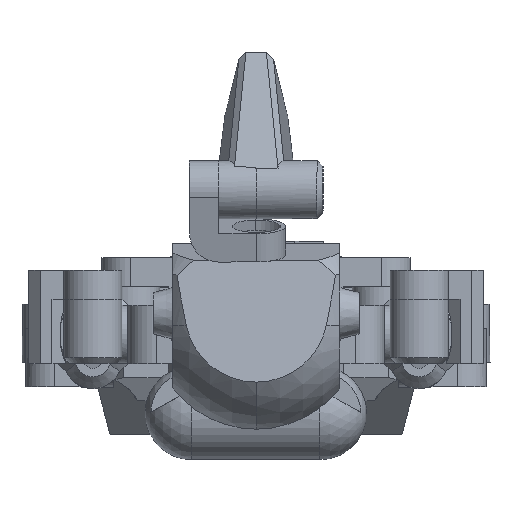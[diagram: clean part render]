
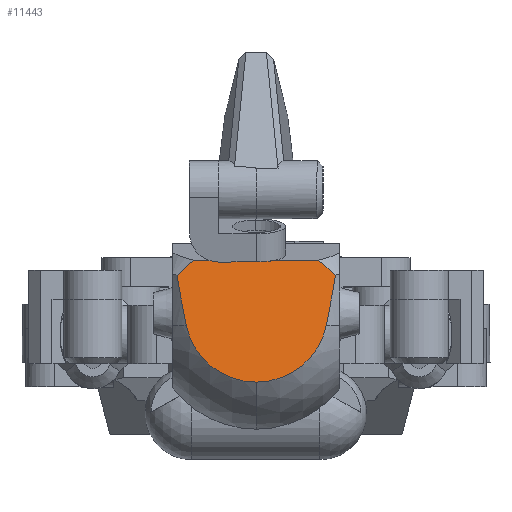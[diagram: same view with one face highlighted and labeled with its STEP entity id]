
A CAD part, top view. The second image highlights one B-rep face of the part: STEP entity #11443.
In plain terms, the highlighted planar face has unit normal (0, 0.174, 0.985).
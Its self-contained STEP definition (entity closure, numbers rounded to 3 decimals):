
#86=B_SPLINE_CURVE_WITH_KNOTS('',3,(#17298,#17299,#17300,#17301,#17302,
#17303,#17304,#17305,#17306,#17307),.UNSPECIFIED.,.F.,.F.,(4,3,3,4),(-0.223,
-0.158,-0.082,-0.038),
 .UNSPECIFIED.);
#87=B_SPLINE_CURVE_WITH_KNOTS('',3,(#17311,#17312,#17313,#17314,#17315,
#17316,#17317,#17318,#17319,#17320),.UNSPECIFIED.,.F.,.F.,(4,3,3,4),(-2.302,
-2.209,-2.108,-2.049),.UNSPECIFIED.);
#183=ELLIPSE('',#12287,52.981,9.2);
#184=ELLIPSE('',#12289,52.981,9.2);
#579=PLANE('',#12288);
#1185=FACE_OUTER_BOUND('',#1858,.T.);
#1858=EDGE_LOOP('',(#8310,#8311,#8312,#8313,#8314,#8315,#8316));
#2660=LINE('',#16972,#3695);
#3695=VECTOR('',#13574,10.);
#4707=CIRCLE('',#12284,6.146);
#4709=CIRCLE('',#12290,6.146);
#5159=VERTEX_POINT('',#16970);
#5160=VERTEX_POINT('',#16971);
#5228=VERTEX_POINT('',#17284);
#5229=VERTEX_POINT('',#17286);
#5230=VERTEX_POINT('',#17290);
#5231=VERTEX_POINT('',#17297);
#5232=VERTEX_POINT('',#17308);
#6319=EDGE_CURVE('',#5159,#5160,#2660,.T.);
#6414=EDGE_CURVE('',#5229,#5228,#4707,.F.);
#6416=EDGE_CURVE('',#5228,#5230,#183,.F.);
#6418=EDGE_CURVE('',#5231,#5160,#86,.F.);
#6419=EDGE_CURVE('',#5232,#5231,#184,.T.);
#6420=EDGE_CURVE('',#5229,#5232,#4709,.T.);
#6421=EDGE_CURVE('',#5230,#5159,#87,.T.);
#8310=ORIENTED_EDGE('',*,*,#6319,.T.);
#8311=ORIENTED_EDGE('',*,*,#6418,.F.);
#8312=ORIENTED_EDGE('',*,*,#6419,.F.);
#8313=ORIENTED_EDGE('',*,*,#6420,.F.);
#8314=ORIENTED_EDGE('',*,*,#6414,.T.);
#8315=ORIENTED_EDGE('',*,*,#6416,.T.);
#8316=ORIENTED_EDGE('',*,*,#6421,.T.);
#11443=ADVANCED_FACE('',(#1185),#579,.F.);
#12284=AXIS2_PLACEMENT_3D('',#17287,#13731,#13732);
#12287=AXIS2_PLACEMENT_3D('',#17291,#13737,#13738);
#12288=AXIS2_PLACEMENT_3D('',#17296,#13739,#13740);
#12289=AXIS2_PLACEMENT_3D('',#17309,#13741,#13742);
#12290=AXIS2_PLACEMENT_3D('',#17310,#13743,#13744);
#13574=DIRECTION('',(-1.,0.,0.));
#13731=DIRECTION('center_axis',(0.,-0.174,
-0.985));
#13732=DIRECTION('ref_axis',(0.,-0.985,0.174));
#13737=DIRECTION('center_axis',(0.,-0.174,
-0.985));
#13738=DIRECTION('ref_axis',(0.,-0.985,0.174));
#13739=DIRECTION('center_axis',(0.,-0.174,
-0.985));
#13740=DIRECTION('ref_axis',(-1.,0.,0.));
#13741=DIRECTION('center_axis',(0.,-0.174,
-0.985));
#13742=DIRECTION('ref_axis',(0.,-0.985,0.174));
#13743=DIRECTION('center_axis',(0.,-0.174,
-0.985));
#13744=DIRECTION('ref_axis',(0.,-0.985,0.174));
#16970=CARTESIAN_POINT('',(5.348,3.708,35.79));
#16971=CARTESIAN_POINT('',(-5.348,3.708,35.79));
#16972=CARTESIAN_POINT('',(0.018,3.708,35.79));
#17284=CARTESIAN_POINT('',(6.008,-1.894,36.778));
#17286=CARTESIAN_POINT('',(0.,-6.757,37.636));
#17287=CARTESIAN_POINT('Origin',(-0.018,-0.705,
36.568));
#17290=CARTESIAN_POINT('',(6.788,2.425,36.017));
#17291=CARTESIAN_POINT('Origin',(-0.018,37.533,29.826));
#17296=CARTESIAN_POINT('Origin',(0.018,-6.075,37.515));
#17297=CARTESIAN_POINT('',(-6.788,2.425,36.017));
#17298=CARTESIAN_POINT('Ctrl Pts',(-5.348,3.708,35.79));
#17299=CARTESIAN_POINT('Ctrl Pts',(-5.52,3.561,35.816));
#17300=CARTESIAN_POINT('Ctrl Pts',(-5.692,3.411,35.843));
#17301=CARTESIAN_POINT('Ctrl Pts',(-5.863,3.26,35.869));
#17302=CARTESIAN_POINT('Ctrl Pts',(-6.062,3.084,35.9));
#17303=CARTESIAN_POINT('Ctrl Pts',(-6.26,2.907,35.932));
#17304=CARTESIAN_POINT('Ctrl Pts',(-6.454,2.73,35.963));
#17305=CARTESIAN_POINT('Ctrl Pts',(-6.567,2.628,35.981));
#17306=CARTESIAN_POINT('Ctrl Pts',(-6.678,2.526,35.999));
#17307=CARTESIAN_POINT('Ctrl Pts',(-6.788,2.425,36.017));
#17308=CARTESIAN_POINT('',(-6.008,-1.894,36.778));
#17309=CARTESIAN_POINT('Origin',(0.018,37.533,29.826));
#17310=CARTESIAN_POINT('Origin',(0.018,-0.705,36.568));
#17311=CARTESIAN_POINT('Ctrl Pts',(6.788,2.425,36.017));
#17312=CARTESIAN_POINT('Ctrl Pts',(6.619,2.58,35.989));
#17313=CARTESIAN_POINT('Ctrl Pts',(6.446,2.738,35.961));
#17314=CARTESIAN_POINT('Ctrl Pts',(6.271,2.896,35.933));
#17315=CARTESIAN_POINT('Ctrl Pts',(6.079,3.069,35.903));
#17316=CARTESIAN_POINT('Ctrl Pts',(5.885,3.242,35.873));
#17317=CARTESIAN_POINT('Ctrl Pts',(5.69,3.412,35.842));
#17318=CARTESIAN_POINT('Ctrl Pts',(5.576,3.512,35.825));
#17319=CARTESIAN_POINT('Ctrl Pts',(5.462,3.61,35.807));
#17320=CARTESIAN_POINT('Ctrl Pts',(5.348,3.708,35.79));
